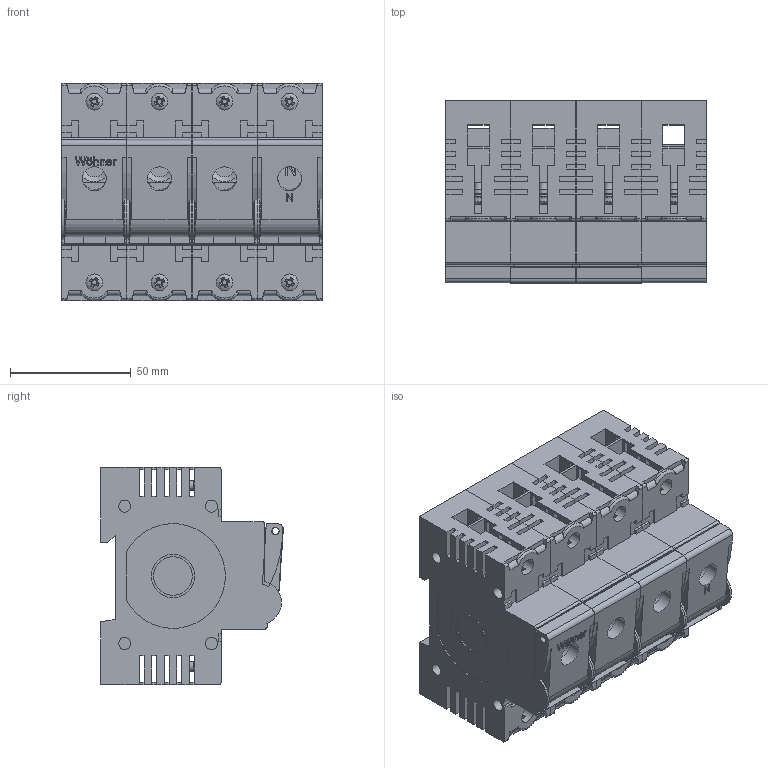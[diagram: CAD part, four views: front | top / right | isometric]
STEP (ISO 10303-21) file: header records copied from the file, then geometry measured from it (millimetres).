
FILE_DESCRIPTION((''),'2;1');
FILE_NAME('31315000.stp','2013-05-02T07:41:49',('AW'),(''),'Autodesk Inventor 2013','Autodesk Inventor 2013','');
FILE_SCHEMA(('AUTOMOTIVE_DESIGN { 1 0 10303 214 1 1 1 1 }'));
Length unit declared in the file: millimetre
Products named in the file (1): 31315000
Bounding box: 108 x 75.77 x 90 mm (x, y, z)
Volume: 330639.6 mm3; surface area: 188609 mm2
Topology: 20 solids, 20 shells, 1601 faces, 4781 edges, 3168 vertices
Faces by surface type: plane 1237, cylinder 174, cone 123, bspline 43, torus 16, sphere 8
Full cylindrical faces by diameter (mm): 3 x4, 3.65 x8, 4 x8, 5 x32, 7 x8, 9 x6, 10 x4, 16 x4, 16.031 x4, 18 x8
Entity records: 54737 total; most frequent: CARTESIAN_POINT 10596, ORIENTED_EDGE 9250, DIRECTION 8176, EDGE_CURVE 4625, VECTOR 3652, LINE 3652, VERTEX_POINT 3141, AXIS2_PLACEMENT_3D 2262
